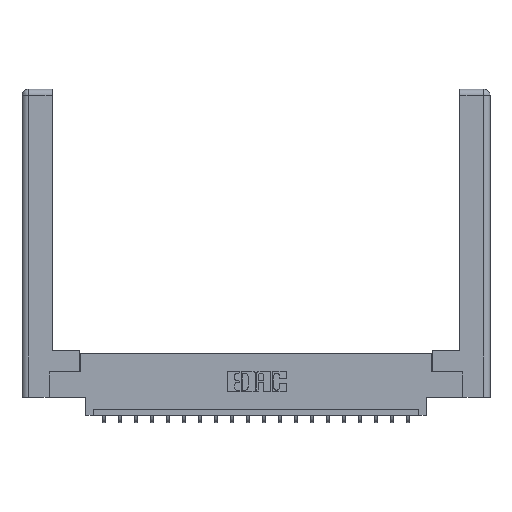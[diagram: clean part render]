
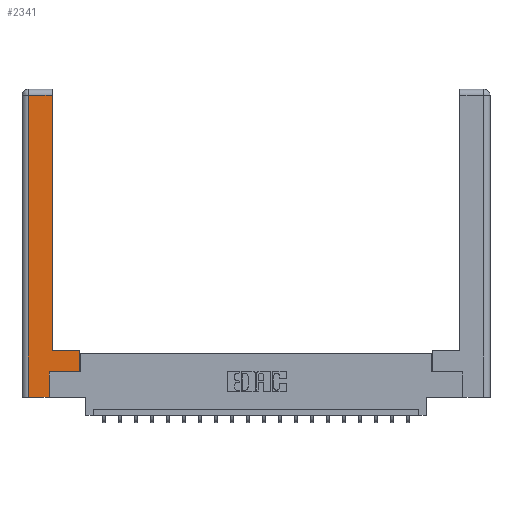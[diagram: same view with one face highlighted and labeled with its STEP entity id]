
A CAD part, top view. The second image highlights one B-rep face of the part: STEP entity #2341.
In plain terms, the highlighted planar face has unit normal (0, 0, 1).
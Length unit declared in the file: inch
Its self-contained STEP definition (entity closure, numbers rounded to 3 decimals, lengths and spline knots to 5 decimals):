
#515 = CARTESIAN_POINT ( 'NONE',  ( 0.565, 0.245, 0. ) ) ;
#603 = ORIENTED_EDGE ( 'NONE', *, *, #16446, .T. ) ;
#982 = VECTOR ( 'NONE', #18532, 39.37008 ) ;
#1209 = CARTESIAN_POINT ( 'NONE',  ( 0.265, 0., 0. ) ) ;
#1643 = LINE ( 'NONE', #11046, #2359 ) ;
#1832 = ORIENTED_EDGE ( 'NONE', *, *, #14318, .T. ) ;
#2042 = DIRECTION ( 'NONE',  ( 0., -1., 0. ) ) ;
#2341 = ADVANCED_FACE ( 'NONE', ( #14234 ), #15028, .F. ) ;
#2359 = VECTOR ( 'NONE', #20475, 39.37008 ) ;
#2372 = VECTOR ( 'NONE', #2042, 39.37008 ) ;
#2671 = CARTESIAN_POINT ( 'NONE',  ( 0.265, 0.245, 0. ) ) ;
#3529 = CARTESIAN_POINT ( 'NONE',  ( 0.0615, 0., 0. ) ) ;
#4261 = VERTEX_POINT ( 'NONE', #19250 ) ;
#4709 = VERTEX_POINT ( 'NONE', #20407 ) ;
#4957 = VERTEX_POINT ( 'NONE', #10130 ) ;
#5169 = VERTEX_POINT ( 'NONE', #12233 ) ;
#5464 = ORIENTED_EDGE ( 'NONE', *, *, #10455, .T. ) ;
#5930 = LINE ( 'NONE', #7958, #13161 ) ;
#6530 = VERTEX_POINT ( 'NONE', #9082 ) ;
#7043 = EDGE_LOOP ( 'NONE', ( #20409, #15966, #5464, #13842, #7419, #603, #1832, #11506 ) ) ;
#7419 = ORIENTED_EDGE ( 'NONE', *, *, #16088, .T. ) ;
#7562 = CARTESIAN_POINT ( 'NONE',  ( 0.565, 0.45, 0. ) ) ;
#7958 = CARTESIAN_POINT ( 'NONE',  ( 0.295, 0.45, 0. ) ) ;
#9054 = LINE ( 'NONE', #1209, #9587 ) ;
#9082 = CARTESIAN_POINT ( 'NONE',  ( 0.295, 2.94, 0. ) ) ;
#9582 = DIRECTION ( 'NONE',  ( -1., 0., 0. ) ) ;
#9587 = VECTOR ( 'NONE', #12173, 39.37008 ) ;
#9598 = EDGE_CURVE ( 'NONE', #11684, #17512, #5930, .T. ) ;
#9924 = VERTEX_POINT ( 'NONE', #16318 ) ;
#10130 = CARTESIAN_POINT ( 'NONE',  ( 0.565, 0.245, 0. ) ) ;
#10330 = DIRECTION ( 'NONE',  ( 0., 0., -1. ) ) ;
#10455 = EDGE_CURVE ( 'NONE', #5169, #4709, #13503, .T. ) ;
#10632 = DIRECTION ( 'NONE',  ( 0., 1., 0. ) ) ;
#11046 = CARTESIAN_POINT ( 'NONE',  ( 0.295, 3., 0. ) ) ;
#11506 = ORIENTED_EDGE ( 'NONE', *, *, #9598, .T. ) ;
#11660 = LINE ( 'NONE', #11726, #14142 ) ;
#11684 = VERTEX_POINT ( 'NONE', #18828 ) ;
#11713 = LINE ( 'NONE', #515, #14869 ) ;
#11726 = CARTESIAN_POINT ( 'NONE',  ( 0.0615, 2.94, 0. ) ) ;
#12173 = DIRECTION ( 'NONE',  ( 1., 0., 0. ) ) ;
#12233 = CARTESIAN_POINT ( 'NONE',  ( 0.0615, 2.94, 0. ) ) ;
#13048 = EDGE_CURVE ( 'NONE', #17512, #6530, #1643, .T. ) ;
#13161 = VECTOR ( 'NONE', #9582, 39.37008 ) ;
#13503 = LINE ( 'NONE', #3529, #2372 ) ;
#13842 = ORIENTED_EDGE ( 'NONE', *, *, #18178, .T. ) ;
#14142 = VECTOR ( 'NONE', #15011, 39.37008 ) ;
#14234 = FACE_OUTER_BOUND ( 'NONE', #7043, .T. ) ;
#14318 = EDGE_CURVE ( 'NONE', #4957, #11684, #17911, .T. ) ;
#14862 = AXIS2_PLACEMENT_3D ( 'NONE', #16600, #10330, #18200 ) ;
#14869 = VECTOR ( 'NONE', #19446, 39.37008 ) ;
#15011 = DIRECTION ( 'NONE',  ( -1., 0., 0. ) ) ;
#15028 = PLANE ( 'NONE',  #14862 ) ;
#15220 = CARTESIAN_POINT ( 'NONE',  ( 0.295, 0.45, 0. ) ) ;
#15430 = VECTOR ( 'NONE', #10632, 39.37008 ) ;
#15966 = ORIENTED_EDGE ( 'NONE', *, *, #16045, .T. ) ;
#16045 = EDGE_CURVE ( 'NONE', #6530, #5169, #11660, .T. ) ;
#16088 = EDGE_CURVE ( 'NONE', #9924, #4261, #20076, .T. ) ;
#16318 = CARTESIAN_POINT ( 'NONE',  ( 0.265, 0., 0. ) ) ;
#16446 = EDGE_CURVE ( 'NONE', #4261, #4957, #11713, .T. ) ;
#16600 = CARTESIAN_POINT ( 'NONE',  ( 0., 0., 0. ) ) ;
#17512 = VERTEX_POINT ( 'NONE', #15220 ) ;
#17911 = LINE ( 'NONE', #7562, #15430 ) ;
#18178 = EDGE_CURVE ( 'NONE', #4709, #9924, #9054, .T. ) ;
#18200 = DIRECTION ( 'NONE',  ( -1., 0., 0. ) ) ;
#18532 = DIRECTION ( 'NONE',  ( 0., 1., 0. ) ) ;
#18828 = CARTESIAN_POINT ( 'NONE',  ( 0.565, 0.45, 0. ) ) ;
#19250 = CARTESIAN_POINT ( 'NONE',  ( 0.265, 0.245, 0. ) ) ;
#19446 = DIRECTION ( 'NONE',  ( 1., 0., 0. ) ) ;
#20076 = LINE ( 'NONE', #2671, #982 ) ;
#20407 = CARTESIAN_POINT ( 'NONE',  ( 0.0615, 0., 0. ) ) ;
#20409 = ORIENTED_EDGE ( 'NONE', *, *, #13048, .T. ) ;
#20475 = DIRECTION ( 'NONE',  ( 0., 1., 0. ) ) ;
